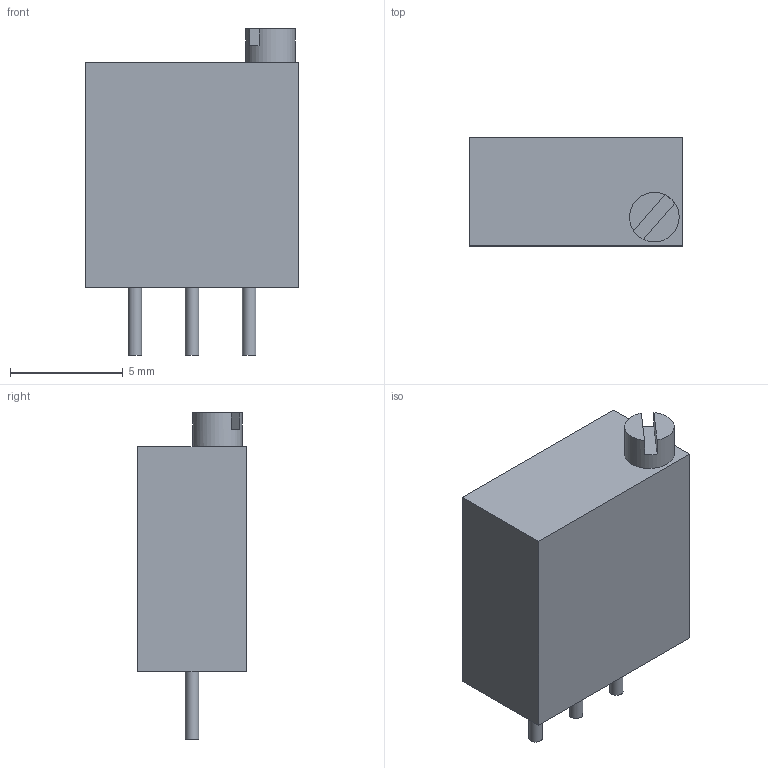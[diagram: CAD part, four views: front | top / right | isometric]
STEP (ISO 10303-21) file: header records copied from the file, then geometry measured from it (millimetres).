
FILE_DESCRIPTION(('FreeCAD Model'),'2;1');
FILE_NAME('Potentiometer_Bourns_3296W_Vertical.step', '2018-12-19T00:01:53',(''),(''),'Open CASCADE STEP processor 7.2', 'FreeCAD','Unknown');
FILE_SCHEMA(('AUTOMOTIVE_DESIGN { 1 0 10303 214 1 1 1 1 }'));
Length unit declared in the file: millimetre
Products named in the file (1): Trimpot_3296W_v1
Bounding box: 9.5 x 4.8 x 14.5 mm (x, y, z)
Volume: 463.3 mm3; surface area: 406.9 mm2
Topology: 1 solids, 1 shells, 18 faces, 37 edges, 25 vertices
Faces by surface type: plane 14, cylinder 4
Full cylindrical faces by diameter (mm): 0.6 x3, 2.2 x1
Entity records: 622 total; most frequent: DIRECTION 88, CARTESIAN_POINT 81, ORIENTED_EDGE 74, EDGE_CURVE 37, AXIS2_PLACEMENT_3D 32, VERTEX_POINT 25, LINE 24, VECTOR 24
